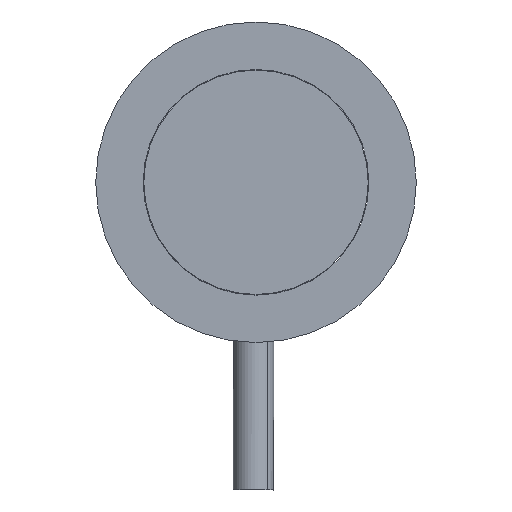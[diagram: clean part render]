
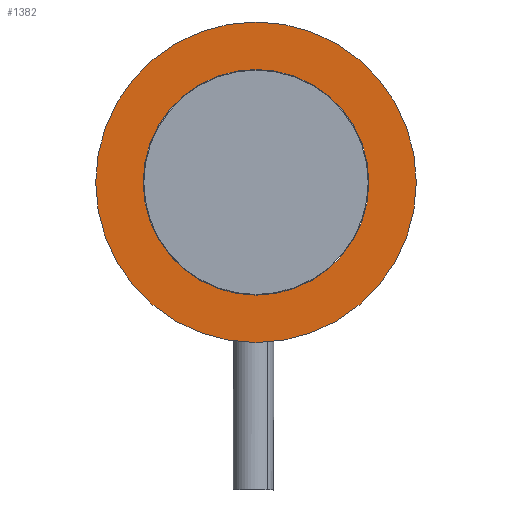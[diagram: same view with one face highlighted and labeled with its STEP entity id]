
A CAD part, front view. The second image highlights one B-rep face of the part: STEP entity #1382.
In plain terms, the highlighted planar face has unit normal (0, -1, 0).
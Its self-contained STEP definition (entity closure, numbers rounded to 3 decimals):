
#254 = DIRECTION ( 'NONE',  ( 0., 0., -1. ) ) ;
#297 = DIRECTION ( 'NONE',  ( 0., 0., -1. ) ) ;
#556 = EDGE_LOOP ( 'NONE', ( #6531, #3709 ) ) ;
#719 = AXIS2_PLACEMENT_3D ( 'NONE', #5012, #5428, #297 ) ;
#945 = PLANE ( 'NONE',  #1235 ) ;
#965 = CIRCLE ( 'NONE', #5612, 31.75 ) ;
#1235 = AXIS2_PLACEMENT_3D ( 'NONE', #2156, #6271, #5241 ) ;
#1273 = EDGE_CURVE ( 'NONE', #4900, #1322, #3928, .T. ) ;
#1322 = VERTEX_POINT ( 'NONE', #2872 ) ;
#1371 = DIRECTION ( 'NONE',  ( 0., 0., -1. ) ) ;
#1382 = ADVANCED_FACE ( 'NONE', ( #2024, #2128 ), #945, .F. ) ;
#1878 = EDGE_CURVE ( 'NONE', #1322, #4900, #4031, .T. ) ;
#2024 = FACE_BOUND ( 'NONE', #556, .T. ) ;
#2128 = FACE_OUTER_BOUND ( 'NONE', #2674, .T. ) ;
#2156 = CARTESIAN_POINT ( 'NONE',  ( -22.35, 55.3, 0. ) ) ;
#2435 = EDGE_CURVE ( 'NONE', #3252, #4628, #5281, .T. ) ;
#2457 = CARTESIAN_POINT ( 'NONE',  ( 0., 55.3, -31.75 ) ) ;
#2553 = ORIENTED_EDGE ( 'NONE', *, *, #2435, .T. ) ;
#2653 = DIRECTION ( 'NONE',  ( 0., 0., -1. ) ) ;
#2674 = EDGE_LOOP ( 'NONE', ( #2553, #4082 ) ) ;
#2872 = CARTESIAN_POINT ( 'NONE',  ( 0., 55.3, 22.35 ) ) ;
#3159 = CARTESIAN_POINT ( 'NONE',  ( 0., 55.3, 0. ) ) ;
#3252 = VERTEX_POINT ( 'NONE', #2457 ) ;
#3353 = DIRECTION ( 'NONE',  ( 0., -1., 0. ) ) ;
#3484 = AXIS2_PLACEMENT_3D ( 'NONE', #6505, #3353, #254 ) ;
#3709 = ORIENTED_EDGE ( 'NONE', *, *, #1878, .F. ) ;
#3928 = CIRCLE ( 'NONE', #3484, 22.35 ) ;
#4031 = CIRCLE ( 'NONE', #5528, 22.35 ) ;
#4082 = ORIENTED_EDGE ( 'NONE', *, *, #6042, .T. ) ;
#4557 = CARTESIAN_POINT ( 'NONE',  ( 0., 55.3, 0. ) ) ;
#4628 = VERTEX_POINT ( 'NONE', #4980 ) ;
#4900 = VERTEX_POINT ( 'NONE', #5459 ) ;
#4980 = CARTESIAN_POINT ( 'NONE',  ( 0., 55.3, 31.75 ) ) ;
#5012 = CARTESIAN_POINT ( 'NONE',  ( 0., 55.3, 0. ) ) ;
#5215 = DIRECTION ( 'NONE',  ( 0., -1., 0. ) ) ;
#5241 = DIRECTION ( 'NONE',  ( 0., 0., 1. ) ) ;
#5281 = CIRCLE ( 'NONE', #719, 31.75 ) ;
#5428 = DIRECTION ( 'NONE',  ( 0., -1., 0. ) ) ;
#5459 = CARTESIAN_POINT ( 'NONE',  ( 0., 55.3, -22.35 ) ) ;
#5528 = AXIS2_PLACEMENT_3D ( 'NONE', #4557, #6608, #1371 ) ;
#5612 = AXIS2_PLACEMENT_3D ( 'NONE', #3159, #5215, #2653 ) ;
#6042 = EDGE_CURVE ( 'NONE', #4628, #3252, #965, .T. ) ;
#6271 = DIRECTION ( 'NONE',  ( 0., 1., 0. ) ) ;
#6505 = CARTESIAN_POINT ( 'NONE',  ( 0., 55.3, 0. ) ) ;
#6531 = ORIENTED_EDGE ( 'NONE', *, *, #1273, .F. ) ;
#6608 = DIRECTION ( 'NONE',  ( 0., -1., 0. ) ) ;
